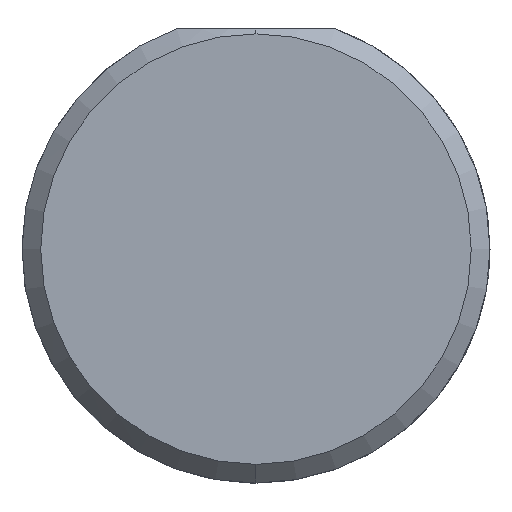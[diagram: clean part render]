
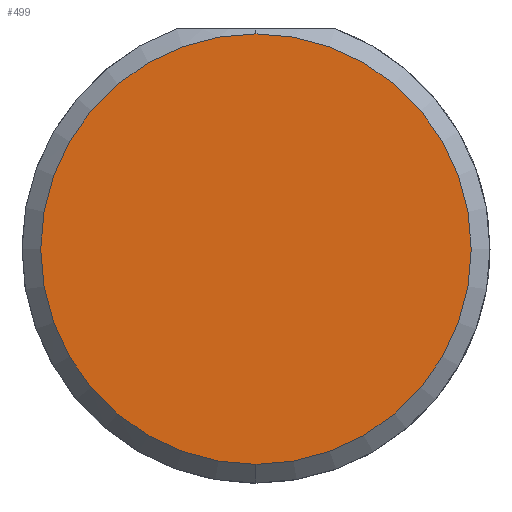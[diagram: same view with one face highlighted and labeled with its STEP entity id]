
A CAD part, left-side view. The second image highlights one B-rep face of the part: STEP entity #499.
In plain terms, the highlighted planar face has unit normal (-1, 0, 0).
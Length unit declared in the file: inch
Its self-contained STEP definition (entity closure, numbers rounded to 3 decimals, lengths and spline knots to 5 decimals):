
#131 = AXIS2_PLACEMENT_3D ( 'NONE', #628, #219, #697 ) ;
#139 = CARTESIAN_POINT ( 'NONE',  ( 0., 0., 0.17235 ) ) ;
#195 = DIRECTION ( 'NONE',  ( -1., 0., 0. ) ) ;
#212 = EDGE_LOOP ( 'NONE', ( #797, #588 ) ) ;
#219 = DIRECTION ( 'NONE',  ( -1., 0., 0. ) ) ;
#253 = DIRECTION ( 'NONE',  ( 0., 0., -1. ) ) ;
#256 = FACE_OUTER_BOUND ( 'NONE', #212, .T. ) ;
#279 = EDGE_CURVE ( 'NONE', #431, #740, #429, .T. ) ;
#313 = PLANE ( 'NONE',  #633 ) ;
#337 = CIRCLE ( 'NONE', #131, 0.17235 ) ;
#366 = AXIS2_PLACEMENT_3D ( 'NONE', #748, #195, #751 ) ;
#429 = CIRCLE ( 'NONE', #366, 0.17235 ) ;
#431 = VERTEX_POINT ( 'NONE', #488 ) ;
#488 = CARTESIAN_POINT ( 'NONE',  ( 0., 0., -0.17235 ) ) ;
#499 = ADVANCED_FACE ( 'NONE', ( #256 ), #313, .F. ) ;
#553 = CARTESIAN_POINT ( 'NONE',  ( 0., 0., 0. ) ) ;
#588 = ORIENTED_EDGE ( 'NONE', *, *, #777, .T. ) ;
#628 = CARTESIAN_POINT ( 'NONE',  ( 0., 0., 0. ) ) ;
#633 = AXIS2_PLACEMENT_3D ( 'NONE', #553, #805, #253 ) ;
#697 = DIRECTION ( 'NONE',  ( 0., 0., -1. ) ) ;
#740 = VERTEX_POINT ( 'NONE', #139 ) ;
#748 = CARTESIAN_POINT ( 'NONE',  ( 0., 0., 0. ) ) ;
#751 = DIRECTION ( 'NONE',  ( 0., 0., -1. ) ) ;
#777 = EDGE_CURVE ( 'NONE', #740, #431, #337, .T. ) ;
#797 = ORIENTED_EDGE ( 'NONE', *, *, #279, .T. ) ;
#805 = DIRECTION ( 'NONE',  ( 1., 0., 0. ) ) ;
